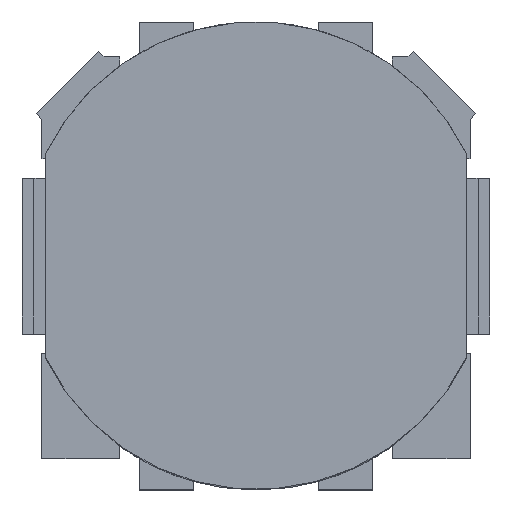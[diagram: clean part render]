
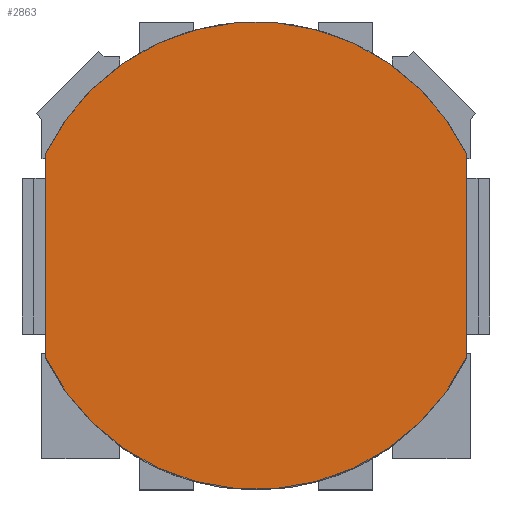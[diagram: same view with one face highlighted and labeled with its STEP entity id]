
A CAD part, top view. The second image highlights one B-rep face of the part: STEP entity #2863.
In plain terms, the highlighted planar face has unit normal (0, 0, 1).
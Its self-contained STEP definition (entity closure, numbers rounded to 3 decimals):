
#416 = CYLINDRICAL_SURFACE('',#417,3.);
#417 = AXIS2_PLACEMENT_3D('',#418,#419,#420);
#418 = CARTESIAN_POINT('',(0.,0.,4.5));
#419 = DIRECTION('',(0.,0.,-1.));
#420 = DIRECTION('',(1.,0.,0.));
#499 = PLANE('',#500);
#500 = AXIS2_PLACEMENT_3D('',#501,#502,#503);
#501 = CARTESIAN_POINT('',(2.7,1.308,4.5));
#502 = DIRECTION('',(-1.,0.,0.));
#503 = DIRECTION('',(0.,-1.,0.));
#539 = CYLINDRICAL_SURFACE('',#540,3.);
#540 = AXIS2_PLACEMENT_3D('',#541,#542,#543);
#541 = CARTESIAN_POINT('',(0.,0.,4.5));
#542 = DIRECTION('',(0.,0.,-1.));
#543 = DIRECTION('',(1.,0.,0.));
#2817 = PLANE('',#2818);
#2818 = AXIS2_PLACEMENT_3D('',#2819,#2820,#2821);
#2819 = CARTESIAN_POINT('',(-2.7,1.308,4.5));
#2820 = DIRECTION('',(1.,0.,0.));
#2821 = DIRECTION('',(0.,1.,0.));
#2863 = ADVANCED_FACE('',(#2864),#2879,.T.);
#2864 = FACE_BOUND('',#2865,.T.);
#2865 = EDGE_LOOP('',(#2866,#2897,#2920,#2944));
#2866 = ORIENTED_EDGE('',*,*,#2867,.T.);
#2867 = EDGE_CURVE('',#2868,#2870,#2872,.T.);
#2868 = VERTEX_POINT('',#2869);
#2869 = CARTESIAN_POINT('',(2.7,1.308,4.5));
#2870 = VERTEX_POINT('',#2871);
#2871 = CARTESIAN_POINT('',(-2.7,1.308,4.5));
#2872 = SURFACE_CURVE('',#2873,(#2878,#2890),.PCURVE_S1.);
#2873 = CIRCLE('',#2874,3.);
#2874 = AXIS2_PLACEMENT_3D('',#2875,#2876,#2877);
#2875 = CARTESIAN_POINT('',(0.,0.,4.5)
  );
#2876 = DIRECTION('',(0.,0.,1.));
#2877 = DIRECTION('',(-1.,0.,0.));
#2878 = PCURVE('',#2879,#2884);
#2879 = PLANE('',#2880);
#2880 = AXIS2_PLACEMENT_3D('',#2881,#2882,#2883);
#2881 = CARTESIAN_POINT('',(0.,0.,4.5)
  );
#2882 = DIRECTION('',(0.,0.,1.));
#2883 = DIRECTION('',(-1.,0.,0.));
#2884 = DEFINITIONAL_REPRESENTATION('',(#2885),#2889);
#2885 = CIRCLE('',#2886,3.);
#2886 = AXIS2_PLACEMENT_2D('',#2887,#2888);
#2887 = CARTESIAN_POINT('',(0.,0.));
#2888 = DIRECTION('',(1.,0.));
#2889 = ( GEOMETRIC_REPRESENTATION_CONTEXT(2) 
PARAMETRIC_REPRESENTATION_CONTEXT() REPRESENTATION_CONTEXT('2D SPACE',''
  ) );
#2890 = PCURVE('',#539,#2891);
#2891 = DEFINITIONAL_REPRESENTATION('',(#2892),#2896);
#2892 = LINE('',#2893,#2894);
#2893 = CARTESIAN_POINT('',(9.425,0.));
#2894 = VECTOR('',#2895,1.);
#2895 = DIRECTION('',(-1.,0.));
#2896 = ( GEOMETRIC_REPRESENTATION_CONTEXT(2) 
PARAMETRIC_REPRESENTATION_CONTEXT() REPRESENTATION_CONTEXT('2D SPACE',''
  ) );
#2897 = ORIENTED_EDGE('',*,*,#2898,.T.);
#2898 = EDGE_CURVE('',#2870,#2899,#2901,.T.);
#2899 = VERTEX_POINT('',#2900);
#2900 = CARTESIAN_POINT('',(-2.7,-1.308,4.5));
#2901 = SURFACE_CURVE('',#2902,(#2906,#2913),.PCURVE_S1.);
#2902 = LINE('',#2903,#2904);
#2903 = CARTESIAN_POINT('',(-2.7,1.308,4.5));
#2904 = VECTOR('',#2905,1.);
#2905 = DIRECTION('',(0.,-1.,0.));
#2906 = PCURVE('',#2879,#2907);
#2907 = DEFINITIONAL_REPRESENTATION('',(#2908),#2912);
#2908 = LINE('',#2909,#2910);
#2909 = CARTESIAN_POINT('',(2.7,-1.308));
#2910 = VECTOR('',#2911,1.);
#2911 = DIRECTION('',(0.,1.));
#2912 = ( GEOMETRIC_REPRESENTATION_CONTEXT(2) 
PARAMETRIC_REPRESENTATION_CONTEXT() REPRESENTATION_CONTEXT('2D SPACE',''
  ) );
#2913 = PCURVE('',#2817,#2914);
#2914 = DEFINITIONAL_REPRESENTATION('',(#2915),#2919);
#2915 = LINE('',#2916,#2917);
#2916 = CARTESIAN_POINT('',(0.,0.));
#2917 = VECTOR('',#2918,1.);
#2918 = DIRECTION('',(-1.,0.));
#2919 = ( GEOMETRIC_REPRESENTATION_CONTEXT(2) 
PARAMETRIC_REPRESENTATION_CONTEXT() REPRESENTATION_CONTEXT('2D SPACE',''
  ) );
#2920 = ORIENTED_EDGE('',*,*,#2921,.T.);
#2921 = EDGE_CURVE('',#2899,#2922,#2924,.T.);
#2922 = VERTEX_POINT('',#2923);
#2923 = CARTESIAN_POINT('',(2.7,-1.308,4.5));
#2924 = SURFACE_CURVE('',#2925,(#2930,#2937),.PCURVE_S1.);
#2925 = CIRCLE('',#2926,3.);
#2926 = AXIS2_PLACEMENT_3D('',#2927,#2928,#2929);
#2927 = CARTESIAN_POINT('',(0.,0.,4.5)
  );
#2928 = DIRECTION('',(0.,0.,1.));
#2929 = DIRECTION('',(-1.,0.,0.));
#2930 = PCURVE('',#2879,#2931);
#2931 = DEFINITIONAL_REPRESENTATION('',(#2932),#2936);
#2932 = CIRCLE('',#2933,3.);
#2933 = AXIS2_PLACEMENT_2D('',#2934,#2935);
#2934 = CARTESIAN_POINT('',(0.,0.));
#2935 = DIRECTION('',(1.,0.));
#2936 = ( GEOMETRIC_REPRESENTATION_CONTEXT(2) 
PARAMETRIC_REPRESENTATION_CONTEXT() REPRESENTATION_CONTEXT('2D SPACE',''
  ) );
#2937 = PCURVE('',#416,#2938);
#2938 = DEFINITIONAL_REPRESENTATION('',(#2939),#2943);
#2939 = LINE('',#2940,#2941);
#2940 = CARTESIAN_POINT('',(3.142,0.));
#2941 = VECTOR('',#2942,1.);
#2942 = DIRECTION('',(-1.,0.));
#2943 = ( GEOMETRIC_REPRESENTATION_CONTEXT(2) 
PARAMETRIC_REPRESENTATION_CONTEXT() REPRESENTATION_CONTEXT('2D SPACE',''
  ) );
#2944 = ORIENTED_EDGE('',*,*,#2945,.T.);
#2945 = EDGE_CURVE('',#2922,#2868,#2946,.T.);
#2946 = SURFACE_CURVE('',#2947,(#2951,#2958),.PCURVE_S1.);
#2947 = LINE('',#2948,#2949);
#2948 = CARTESIAN_POINT('',(2.7,1.308,4.5));
#2949 = VECTOR('',#2950,1.);
#2950 = DIRECTION('',(0.,1.,0.));
#2951 = PCURVE('',#2879,#2952);
#2952 = DEFINITIONAL_REPRESENTATION('',(#2953),#2957);
#2953 = LINE('',#2954,#2955);
#2954 = CARTESIAN_POINT('',(-2.7,-1.308));
#2955 = VECTOR('',#2956,1.);
#2956 = DIRECTION('',(-0.,-1.));
#2957 = ( GEOMETRIC_REPRESENTATION_CONTEXT(2) 
PARAMETRIC_REPRESENTATION_CONTEXT() REPRESENTATION_CONTEXT('2D SPACE',''
  ) );
#2958 = PCURVE('',#499,#2959);
#2959 = DEFINITIONAL_REPRESENTATION('',(#2960),#2964);
#2960 = LINE('',#2961,#2962);
#2961 = CARTESIAN_POINT('',(0.,0.));
#2962 = VECTOR('',#2963,1.);
#2963 = DIRECTION('',(-1.,0.));
#2964 = ( GEOMETRIC_REPRESENTATION_CONTEXT(2) 
PARAMETRIC_REPRESENTATION_CONTEXT() REPRESENTATION_CONTEXT('2D SPACE',''
  ) );
